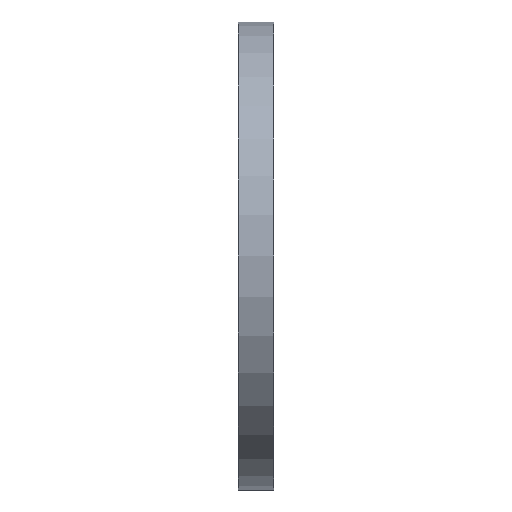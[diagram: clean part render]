
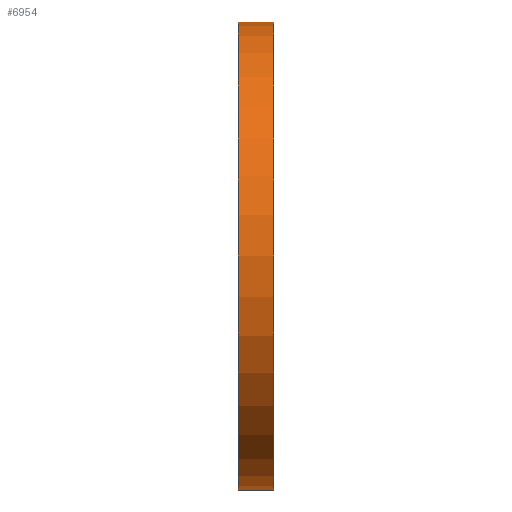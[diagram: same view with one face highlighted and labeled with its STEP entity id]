
A CAD part, left-side view. The second image highlights one B-rep face of the part: STEP entity #6954.
In plain terms, the highlighted cylindrical face has radius 40 mm (diameter 80 mm), a partial arc.
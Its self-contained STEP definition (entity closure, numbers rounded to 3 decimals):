
#286 = CARTESIAN_POINT ( 'NONE',  ( 0., -3., 40. ) ) ;
#431 = CARTESIAN_POINT ( 'NONE',  ( 0., 3., 40. ) ) ;
#450 = VERTEX_POINT ( 'NONE', #9678 ) ;
#646 = DIRECTION ( 'NONE',  ( 0., 0., 1. ) ) ;
#689 = CARTESIAN_POINT ( 'NONE',  ( 0., 3., 0. ) ) ;
#859 = EDGE_CURVE ( 'NONE', #450, #12381, #12845, .T. ) ;
#875 = EDGE_CURVE ( 'NONE', #4945, #450, #2747, .T. ) ;
#1424 = EDGE_CURVE ( 'NONE', #10648, #12381, #6689, .T. ) ;
#2341 = EDGE_LOOP ( 'NONE', ( #2705, #7243, #7520, #10700 ) ) ;
#2363 = DIRECTION ( 'NONE',  ( 0., 0., 1. ) ) ;
#2414 = CARTESIAN_POINT ( 'NONE',  ( 0., -3., 0. ) ) ;
#2705 = ORIENTED_EDGE ( 'NONE', *, *, #859, .F. ) ;
#2747 = CIRCLE ( 'NONE', #3755, 40. ) ;
#2816 = AXIS2_PLACEMENT_3D ( 'NONE', #2414, #6505, #2363 ) ;
#2856 = CARTESIAN_POINT ( 'NONE',  ( 0., 3., 0. ) ) ;
#3755 = AXIS2_PLACEMENT_3D ( 'NONE', #689, #4768, #646 ) ;
#4768 = DIRECTION ( 'NONE',  ( 0., 1., 0. ) ) ;
#4945 = VERTEX_POINT ( 'NONE', #6962 ) ;
#5567 = LINE ( 'NONE', #7005, #12652 ) ;
#5818 = DIRECTION ( 'NONE',  ( 0., -1., 0. ) ) ;
#5907 = VECTOR ( 'NONE', #9483, 1000. ) ;
#6505 = DIRECTION ( 'NONE',  ( 0., 1., 0. ) ) ;
#6689 = CIRCLE ( 'NONE', #2816, 40. ) ;
#6821 = AXIS2_PLACEMENT_3D ( 'NONE', #2856, #5818, #12872 ) ;
#6954 = ADVANCED_FACE ( 'NONE', ( #8061 ), #12624, .T. ) ;
#6962 = CARTESIAN_POINT ( 'NONE',  ( 0., 3., -40. ) ) ;
#7005 = CARTESIAN_POINT ( 'NONE',  ( 0., 3., -40. ) ) ;
#7243 = ORIENTED_EDGE ( 'NONE', *, *, #875, .F. ) ;
#7520 = ORIENTED_EDGE ( 'NONE', *, *, #12925, .T. ) ;
#8061 = FACE_OUTER_BOUND ( 'NONE', #2341, .T. ) ;
#9483 = DIRECTION ( 'NONE',  ( 0., -1., 0. ) ) ;
#9678 = CARTESIAN_POINT ( 'NONE',  ( 0., 3., 40. ) ) ;
#10035 = CARTESIAN_POINT ( 'NONE',  ( 0., -3., -40. ) ) ;
#10131 = DIRECTION ( 'NONE',  ( 0., -1., 0. ) ) ;
#10648 = VERTEX_POINT ( 'NONE', #10035 ) ;
#10700 = ORIENTED_EDGE ( 'NONE', *, *, #1424, .T. ) ;
#12381 = VERTEX_POINT ( 'NONE', #286 ) ;
#12624 = CYLINDRICAL_SURFACE ( 'NONE', #6821, 40. ) ;
#12652 = VECTOR ( 'NONE', #10131, 1000. ) ;
#12845 = LINE ( 'NONE', #431, #5907 ) ;
#12872 = DIRECTION ( 'NONE',  ( 0., 0., -1. ) ) ;
#12925 = EDGE_CURVE ( 'NONE', #4945, #10648, #5567, .T. ) ;
